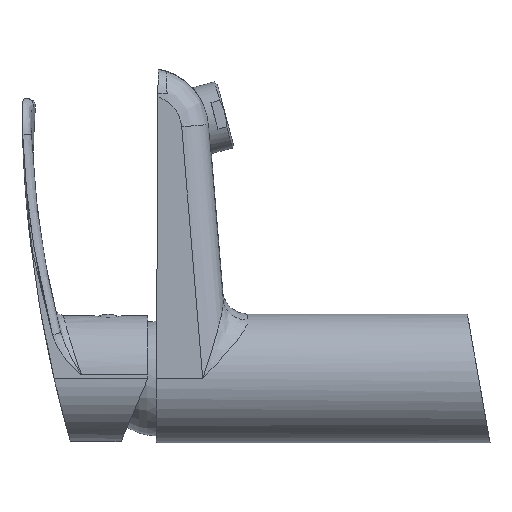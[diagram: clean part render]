
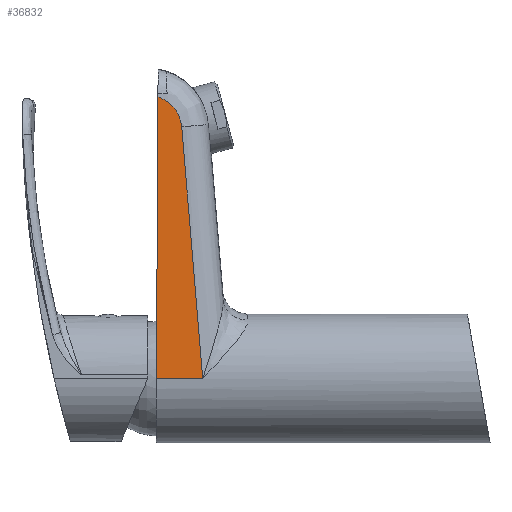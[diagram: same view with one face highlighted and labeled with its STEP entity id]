
A CAD part, left-side view. The second image highlights one B-rep face of the part: STEP entity #36832.
In plain terms, the highlighted planar face has unit normal (-1, 0, 0).
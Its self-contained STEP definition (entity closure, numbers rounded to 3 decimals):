
#748 = CARTESIAN_POINT ( 'NONE',  ( -22.55, 104.151, 89.817 ) ) ;
#1037 = CARTESIAN_POINT ( 'NONE',  ( -22.55, 103.912, 88.588 ) ) ;
#1327 = CARTESIAN_POINT ( 'NONE',  ( -22.55, 105.527, 93.203 ) ) ;
#1366 = DIRECTION ( 'NONE',  ( 0., 0.083, 0.997 ) ) ;
#3323 = VERTEX_POINT ( 'NONE', #18479 ) ;
#5181 = AXIS2_PLACEMENT_3D ( 'NONE', #58879, #30375, #34658 ) ;
#6313 = CARTESIAN_POINT ( 'NONE',  ( -22.55, 113.9, 0. ) ) ;
#6618 = LINE ( 'NONE', #6313, #17483 ) ;
#7520 = DIRECTION ( 'NONE',  ( 0., 1., 0. ) ) ;
#7692 = ORIENTED_EDGE ( 'NONE', *, *, #27534, .T. ) ;
#10260 = CARTESIAN_POINT ( 'NONE',  ( -22.55, 110.309, 97.696 ) ) ;
#10568 = CARTESIAN_POINT ( 'NONE',  ( -22.55, 104.202, 90.024 ) ) ;
#13410 = VECTOR ( 'NONE', #1366, 1000. ) ;
#14236 = CARTESIAN_POINT ( 'NONE',  ( -22.55, 105.233, 92.683 ) ) ;
#15470 = CARTESIAN_POINT ( 'NONE',  ( -22.55, 110.042, 97.554 ) ) ;
#16640 = ORIENTED_EDGE ( 'NONE', *, *, #35568, .F. ) ;
#17483 = VECTOR ( 'NONE', #7520, 1000. ) ;
#18479 = CARTESIAN_POINT ( 'NONE',  ( -22.55, 103.866, 88.033 ) ) ;
#18838 = CARTESIAN_POINT ( 'NONE',  ( -22.55, 106.021, 93.961 ) ) ;
#19013 = CARTESIAN_POINT ( 'NONE',  ( -22.55, 112.723, 0. ) ) ;
#19159 = CARTESIAN_POINT ( 'NONE',  ( -22.55, 104.007, 89.206 ) ) ;
#19475 = CARTESIAN_POINT ( 'NONE',  ( -22.55, 104.842, 91.874 ) ) ;
#19613 = LINE ( 'NONE', #29146, #57222 ) ;
#23743 = CARTESIAN_POINT ( 'NONE',  ( -22.55, 111.631, 98.293 ) ) ;
#24409 = EDGE_CURVE ( 'NONE', #56711, #60257, #6618, .T. ) ;
#25019 = CARTESIAN_POINT ( 'NONE',  ( -22.55, 112.186, 98.469 ) ) ;
#27534 = EDGE_CURVE ( 'NONE', #3323, #33374, #43772, .T. ) ;
#27610 = CARTESIAN_POINT ( 'NONE',  ( -22.55, 96.516, 0. ) ) ;
#28379 = CARTESIAN_POINT ( 'NONE',  ( -22.55, 104.376, 90.654 ) ) ;
#28679 = CARTESIAN_POINT ( 'NONE',  ( -22.55, 106.199, 94.207 ) ) ;
#28827 = DIRECTION ( 'NONE',  ( 0., -0.005, 1. ) ) ;
#28992 = CARTESIAN_POINT ( 'NONE',  ( -22.55, 111.093, 98.077 ) ) ;
#29146 = CARTESIAN_POINT ( 'NONE',  ( -22.55, 112.719, 0.637 ) ) ;
#30375 = DIRECTION ( 'NONE',  ( -1., 0., 0. ) ) ;
#32988 = CARTESIAN_POINT ( 'NONE',  ( -22.55, 109.273, 97.093 ) ) ;
#33336 = LINE ( 'NONE', #52047, #13410 ) ;
#33374 = VERTEX_POINT ( 'NONE', #25019 ) ;
#33591 = CARTESIAN_POINT ( 'NONE',  ( -22.55, 105.095, 92.418 ) ) ;
#34658 = DIRECTION ( 'NONE',  ( 0., 0., 1. ) ) ;
#35419 = EDGE_LOOP ( 'NONE', ( #16640, #36885, #49194, #7692 ) ) ;
#35568 = EDGE_CURVE ( 'NONE', #60257, #33374, #19613, .T. ) ;
#36832 = ADVANCED_FACE ( 'NONE', ( #58589 ), #53693, .T. ) ;
#36885 = ORIENTED_EDGE ( 'NONE', *, *, #24409, .F. ) ;
#38217 = CARTESIAN_POINT ( 'NONE',  ( -22.55, 105.683, 93.456 ) ) ;
#38507 = CARTESIAN_POINT ( 'NONE',  ( -22.55, 104.258, 90.235 ) ) ;
#38823 = CARTESIAN_POINT ( 'NONE',  ( -22.55, 104.184, 89.952 ) ) ;
#43112 = CARTESIAN_POINT ( 'NONE',  ( -22.55, 104.728, 91.606 ) ) ;
#43399 = CARTESIAN_POINT ( 'NONE',  ( -22.55, 104.904, 92.012 ) ) ;
#43772 = B_SPLINE_CURVE_WITH_KNOTS ( 'NONE', 3,
 ( #47412, #1037, #19159, #748, #38823, #10568, #38507, #28379, #56915, #43112, #19475, #43399, #33591, #14236, #1327, #38217, #18838, #28679, #57535, #56293, #52312, #52009, #32988, #57215, #15470, #10260, #28992, #23743, #52626 ),
 .UNSPECIFIED., .F., .F.,
 ( 4, 1, 2, 2, 1, 1, 2, 2, 2, 2, 2, 2, 2, 2, 2, 4 ),
 ( 0., 0.109, 0.123, 0.136, 0.163, 0.218, 0.245, 0.272, 0.327, 0.381, 0.436, 0.545, 0.654, 0.708, 0.763, 0.872 ),
 .UNSPECIFIED. ) ;
#47412 = CARTESIAN_POINT ( 'NONE',  ( -22.55, 103.866, 88.033 ) ) ;
#49194 = ORIENTED_EDGE ( 'NONE', *, *, #59054, .T. ) ;
#52009 = CARTESIAN_POINT ( 'NONE',  ( -22.55, 108.534, 96.585 ) ) ;
#52047 = CARTESIAN_POINT ( 'NONE',  ( -22.55, 95.819, -8.342 ) ) ;
#52312 = CARTESIAN_POINT ( 'NONE',  ( -22.55, 108.057, 96.202 ) ) ;
#52626 = CARTESIAN_POINT ( 'NONE',  ( -22.55, 112.186, 98.469 ) ) ;
#53693 = PLANE ( 'NONE',  #5181 ) ;
#56293 = CARTESIAN_POINT ( 'NONE',  ( -22.55, 107.173, 95.372 ) ) ;
#56711 = VERTEX_POINT ( 'NONE', #27610 ) ;
#56915 = CARTESIAN_POINT ( 'NONE',  ( -22.55, 104.565, 91.202 ) ) ;
#57215 = CARTESIAN_POINT ( 'NONE',  ( -22.55, 109.526, 97.253 ) ) ;
#57222 = VECTOR ( 'NONE', #28827, 1000. ) ;
#57535 = CARTESIAN_POINT ( 'NONE',  ( -22.55, 106.76, 94.922 ) ) ;
#58589 = FACE_OUTER_BOUND ( 'NONE', #35419, .T. ) ;
#58879 = CARTESIAN_POINT ( 'NONE',  ( -22.55, -4.1, 0. ) ) ;
#59054 = EDGE_CURVE ( 'NONE', #56711, #3323, #33336, .T. ) ;
#60257 = VERTEX_POINT ( 'NONE', #19013 ) ;
